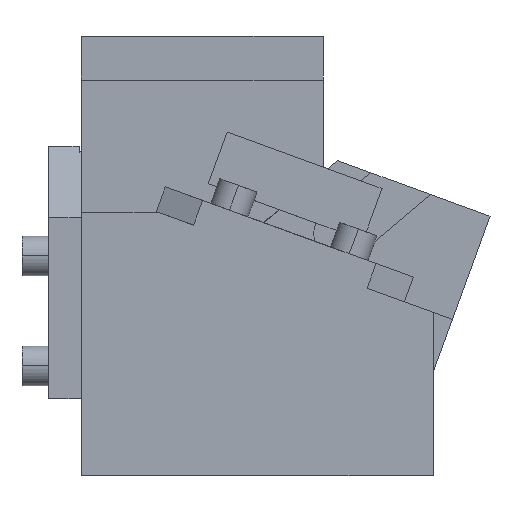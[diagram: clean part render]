
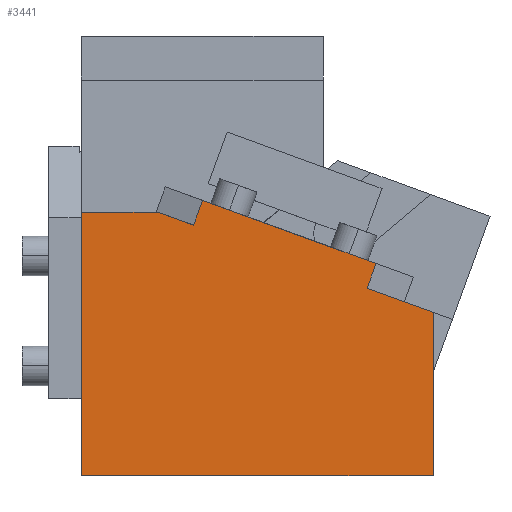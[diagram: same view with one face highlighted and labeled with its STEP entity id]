
A CAD part, front view. The second image highlights one B-rep face of the part: STEP entity #3441.
In plain terms, the highlighted planar face has unit normal (0, -1, 0).
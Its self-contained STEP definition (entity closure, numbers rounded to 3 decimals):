
#1004=CARTESIAN_POINT('Vertex',(0.,0.,0.)) ;
#1008=CARTESIAN_POINT('Control Point',(0.,0.,0.)) ;
#1009=CARTESIAN_POINT('Control Point',(0.,0.,24.)) ;
#1010=CARTESIAN_POINT('Control Point',(0.,0.,48.)) ;
#1011=CARTESIAN_POINT('Control Point',(0.,0.,72.)) ;
#1012=CARTESIAN_POINT('Control Point',(0.,0.,96.)) ;
#1013=CARTESIAN_POINT('Control Point',(0.,0.,120.)) ;
#1014=CARTESIAN_POINT('Vertex',(0.,0.,120.)) ;
#2391=CARTESIAN_POINT('Control Point',(34.528,0.,120.)) ;
#2392=CARTESIAN_POINT('Control Point',(27.622,0.,120.)) ;
#2393=CARTESIAN_POINT('Control Point',(20.717,0.,120.)) ;
#2394=CARTESIAN_POINT('Control Point',(13.811,0.,120.)) ;
#2395=CARTESIAN_POINT('Control Point',(6.906,0.,120.)) ;
#2396=CARTESIAN_POINT('Control Point',(0.,0.,120.)) ;
#2397=CARTESIAN_POINT('Vertex',(34.528,0.,120.)) ;
#2495=CARTESIAN_POINT('Control Point',(50.996,0.,114.006)) ;
#2496=CARTESIAN_POINT('Control Point',(47.702,0.,115.205)) ;
#2497=CARTESIAN_POINT('Control Point',(44.409,0.,116.404)) ;
#2498=CARTESIAN_POINT('Control Point',(41.115,0.,117.602)) ;
#2499=CARTESIAN_POINT('Control Point',(37.821,0.,118.801)) ;
#2500=CARTESIAN_POINT('Control Point',(34.528,0.,120.)) ;
#2501=CARTESIAN_POINT('Vertex',(50.996,0.,114.006)) ;
#2555=CARTESIAN_POINT('Control Point',(55.1,0.,125.283)) ;
#2556=CARTESIAN_POINT('Control Point',(54.279,0.,123.027)) ;
#2557=CARTESIAN_POINT('Control Point',(53.458,0.,120.772)) ;
#2558=CARTESIAN_POINT('Control Point',(52.637,0.,118.517)) ;
#2559=CARTESIAN_POINT('Control Point',(51.817,0.,116.261)) ;
#2560=CARTESIAN_POINT('Control Point',(50.996,0.,114.006)) ;
#2561=CARTESIAN_POINT('Vertex',(55.1,0.,125.283)) ;
#3097=CARTESIAN_POINT('Control Point',(55.1,0.,125.283)) ;
#3098=CARTESIAN_POINT('Control Point',(70.887,0.,119.537)) ;
#3099=CARTESIAN_POINT('Control Point',(86.674,0.,113.791)) ;
#3100=CARTESIAN_POINT('Control Point',(102.46,0.,108.045)) ;
#3101=CARTESIAN_POINT('Control Point',(118.247,0.,102.299)) ;
#3102=CARTESIAN_POINT('Control Point',(134.034,0.,96.553)) ;
#3103=CARTESIAN_POINT('Vertex',(134.034,0.,96.553)) ;
#3187=CARTESIAN_POINT('Control Point',(129.93,0.,85.277)) ;
#3188=CARTESIAN_POINT('Control Point',(130.751,0.,87.532)) ;
#3189=CARTESIAN_POINT('Control Point',(131.572,0.,89.787)) ;
#3190=CARTESIAN_POINT('Control Point',(132.392,0.,92.042)) ;
#3191=CARTESIAN_POINT('Control Point',(133.213,0.,94.298)) ;
#3192=CARTESIAN_POINT('Control Point',(134.034,0.,96.553)) ;
#3193=CARTESIAN_POINT('Vertex',(129.93,0.,85.277)) ;
#3378=CARTESIAN_POINT('Line Origine',(144.965,0.,79.804)) ;
#3382=CARTESIAN_POINT('Vertex',(160.,0.,74.332)) ;
#3413=CARTESIAN_POINT('Axis2P3D Location',(0.,0.,0.)) ;
#3418=CARTESIAN_POINT('Line Origine',(80.,0.,0.)) ;
#3422=CARTESIAN_POINT('Vertex',(160.,0.,0.)) ;
#3425=CARTESIAN_POINT('Line Origine',(160.,0.,37.166)) ;
#3379=DIRECTION('Vector Direction',(0.94,0.,-0.342)) ;
#3414=DIRECTION('Axis2P3D Direction',(0.,-1.,0.)) ;
#3415=DIRECTION('Axis2P3D XDirection',(1.,0.,0.)) ;
#3419=DIRECTION('Vector Direction',(-1.,0.,0.)) ;
#3426=DIRECTION('Vector Direction',(0.,0.,1.)) ;
#3416=AXIS2_PLACEMENT_3D('Plane Axis2P3D',#3413,#3414,#3415) ;
#3431=ORIENTED_EDGE('',*,*,#3195,.T.) ;
#3432=ORIENTED_EDGE('',*,*,#3105,.F.) ;
#3433=ORIENTED_EDGE('',*,*,#2563,.T.) ;
#3434=ORIENTED_EDGE('',*,*,#2503,.T.) ;
#3435=ORIENTED_EDGE('',*,*,#2399,.T.) ;
#3436=ORIENTED_EDGE('',*,*,#1016,.F.) ;
#3437=ORIENTED_EDGE('',*,*,#3424,.F.) ;
#3438=ORIENTED_EDGE('',*,*,#3429,.T.) ;
#3439=ORIENTED_EDGE('',*,*,#3384,.F.) ;
#3380=VECTOR('Line Direction',#3379,1.) ;
#3420=VECTOR('Line Direction',#3419,1.) ;
#3427=VECTOR('Line Direction',#3426,1.) ;
#3441=ADVANCED_FACE('CAM HOLDER',(#3440),#3417,.T.) ;
#1007=B_SPLINE_CURVE_WITH_KNOTS('',5,(#1008,#1009,#1010,#1011,#1012,#1013),.UNSPECIFIED.,.F.,.U.,(6,6),(0.,120.),.UNSPECIFIED.) ;
#2390=B_SPLINE_CURVE_WITH_KNOTS('',5,(#2391,#2392,#2393,#2394,#2395,#2396),.UNSPECIFIED.,.F.,.U.,(6,6),(0.,34.528),.UNSPECIFIED.) ;
#2494=B_SPLINE_CURVE_WITH_KNOTS('',5,(#2495,#2496,#2497,#2498,#2499,#2500),.UNSPECIFIED.,.F.,.U.,(6,6),(0.,17.525),.UNSPECIFIED.) ;
#2554=B_SPLINE_CURVE_WITH_KNOTS('',5,(#2555,#2556,#2557,#2558,#2559,#2560),.UNSPECIFIED.,.F.,.U.,(6,6),(0.,12.),.UNSPECIFIED.) ;
#3096=B_SPLINE_CURVE_WITH_KNOTS('',5,(#3097,#3098,#3099,#3100,#3101,#3102),.UNSPECIFIED.,.F.,.U.,(6,6),(0.,84.),.UNSPECIFIED.) ;
#3186=B_SPLINE_CURVE_WITH_KNOTS('',5,(#3187,#3188,#3189,#3190,#3191,#3192),.UNSPECIFIED.,.F.,.U.,(6,6),(0.,12.),.UNSPECIFIED.) ;
#1016=EDGE_CURVE('',#1005,#1015,#1007,.T.) ;
#2399=EDGE_CURVE('',#2398,#1015,#2390,.T.) ;
#2503=EDGE_CURVE('',#2502,#2398,#2494,.T.) ;
#2563=EDGE_CURVE('',#2562,#2502,#2554,.T.) ;
#3105=EDGE_CURVE('',#2562,#3104,#3096,.T.) ;
#3195=EDGE_CURVE('',#3194,#3104,#3186,.T.) ;
#3384=EDGE_CURVE('',#3194,#3383,#3381,.T.) ;
#3424=EDGE_CURVE('',#3423,#1005,#3421,.T.) ;
#3429=EDGE_CURVE('',#3423,#3383,#3428,.T.) ;
#3430=EDGE_LOOP('',(#3431,#3432,#3433,#3434,#3435,#3436,#3437,#3438,#3439)) ;
#3440=FACE_OUTER_BOUND('',#3430,.T.) ;
#3381=LINE('Line',#3378,#3380) ;
#3421=LINE('Line',#3418,#3420) ;
#3428=LINE('Line',#3425,#3427) ;
#3417=PLANE('Plane',#3416) ;
#1005=VERTEX_POINT('',#1004) ;
#1015=VERTEX_POINT('',#1014) ;
#2398=VERTEX_POINT('',#2397) ;
#2502=VERTEX_POINT('',#2501) ;
#2562=VERTEX_POINT('',#2561) ;
#3104=VERTEX_POINT('',#3103) ;
#3194=VERTEX_POINT('',#3193) ;
#3383=VERTEX_POINT('',#3382) ;
#3423=VERTEX_POINT('',#3422) ;
